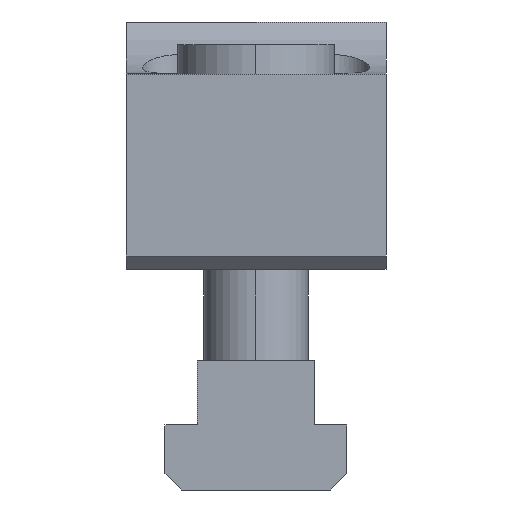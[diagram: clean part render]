
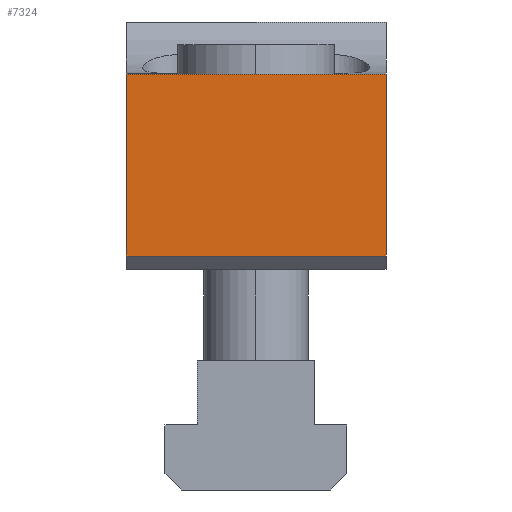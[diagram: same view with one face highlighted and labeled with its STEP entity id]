
A CAD part, left-side view. The second image highlights one B-rep face of the part: STEP entity #7324.
In plain terms, the highlighted planar face has unit normal (-1, 0, 0).
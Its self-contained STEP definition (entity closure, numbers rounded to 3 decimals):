
#187 = ORIENTED_EDGE ( 'NONE', *, *, #1268, .T. ) ;
#325 = VERTEX_POINT ( 'NONE', #1758 ) ;
#608 = CARTESIAN_POINT ( 'NONE',  ( -47.5, 20., 2. ) ) ;
#640 = VECTOR ( 'NONE', #5292, 1000. ) ;
#808 = VECTOR ( 'NONE', #5976, 1000. ) ;
#894 = DIRECTION ( 'NONE',  ( 0., -1., 0. ) ) ;
#1038 = ORIENTED_EDGE ( 'NONE', *, *, #2729, .F. ) ;
#1083 = EDGE_LOOP ( 'NONE', ( #1038, #187, #7356, #3765 ) ) ;
#1157 = PLANE ( 'NONE',  #6572 ) ;
#1268 = EDGE_CURVE ( 'NONE', #325, #2392, #7015, .T. ) ;
#1542 = LINE ( 'NONE', #6145, #6534 ) ;
#1758 = CARTESIAN_POINT ( 'NONE',  ( -47.5, 20., 30. ) ) ;
#2337 = DIRECTION ( 'NONE',  ( -1., 0., 0. ) ) ;
#2392 = VERTEX_POINT ( 'NONE', #3517 ) ;
#2421 = FACE_OUTER_BOUND ( 'NONE', #1083, .T. ) ;
#2729 = EDGE_CURVE ( 'NONE', #325, #4122, #1542, .T. ) ;
#2927 = CARTESIAN_POINT ( 'NONE',  ( -47.5, 20., 30. ) ) ;
#3517 = CARTESIAN_POINT ( 'NONE',  ( -47.5, 20., 2. ) ) ;
#3765 = ORIENTED_EDGE ( 'NONE', *, *, #6989, .F. ) ;
#3893 = CARTESIAN_POINT ( 'NONE',  ( -47.5, -20., 30. ) ) ;
#4122 = VERTEX_POINT ( 'NONE', #3893 ) ;
#4224 = VECTOR ( 'NONE', #5758, 1000. ) ;
#4771 = DIRECTION ( 'NONE',  ( 0., 0., 1. ) ) ;
#4819 = LINE ( 'NONE', #6590, #808 ) ;
#5292 = DIRECTION ( 'NONE',  ( 0., 0., -1. ) ) ;
#5295 = VERTEX_POINT ( 'NONE', #6044 ) ;
#5758 = DIRECTION ( 'NONE',  ( 0., -1., 0. ) ) ;
#5869 = LINE ( 'NONE', #608, #4224 ) ;
#5976 = DIRECTION ( 'NONE',  ( 0., 0., -1. ) ) ;
#6044 = CARTESIAN_POINT ( 'NONE',  ( -47.5, -20., 2. ) ) ;
#6145 = CARTESIAN_POINT ( 'NONE',  ( -47.5, 20., 30. ) ) ;
#6302 = EDGE_CURVE ( 'NONE', #2392, #5295, #5869, .T. ) ;
#6534 = VECTOR ( 'NONE', #894, 1000. ) ;
#6572 = AXIS2_PLACEMENT_3D ( 'NONE', #2927, #2337, #4771 ) ;
#6590 = CARTESIAN_POINT ( 'NONE',  ( -47.5, -20., 30. ) ) ;
#6989 = EDGE_CURVE ( 'NONE', #4122, #5295, #4819, .T. ) ;
#7015 = LINE ( 'NONE', #7057, #640 ) ;
#7057 = CARTESIAN_POINT ( 'NONE',  ( -47.5, 20., 30. ) ) ;
#7324 = ADVANCED_FACE ( 'NONE', ( #2421 ), #1157, .T. ) ;
#7356 = ORIENTED_EDGE ( 'NONE', *, *, #6302, .T. ) ;
